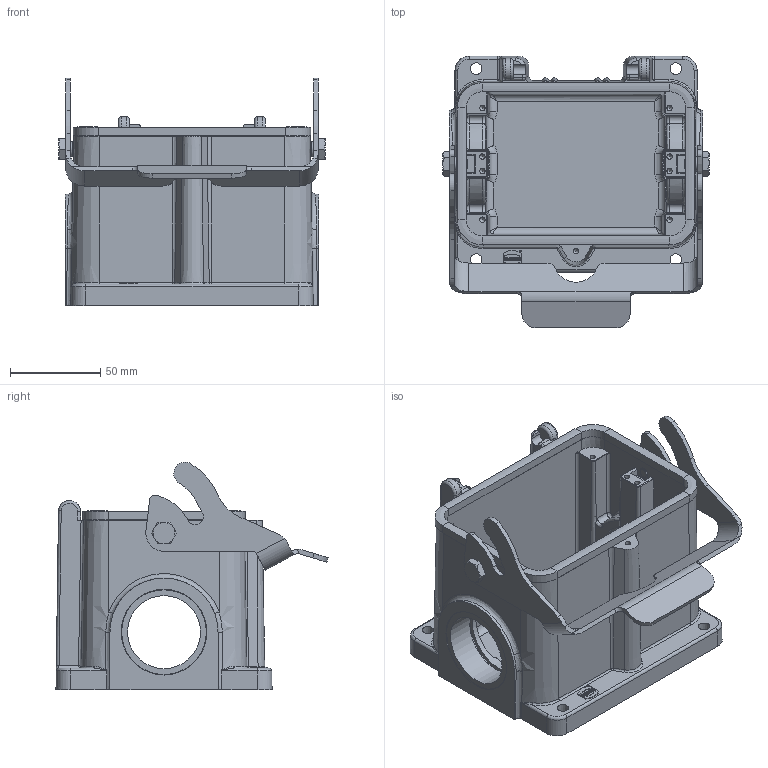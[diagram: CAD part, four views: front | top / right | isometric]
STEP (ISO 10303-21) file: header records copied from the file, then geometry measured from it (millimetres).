
FILE_DESCRIPTION((''),'2;1');
FILE_NAME('05300480266.stp','2020-07-17T10:27:34',('e.eickhoff'),(''),'Autodesk Inventor 2012','Autodesk Inventor 2012','');
FILE_SCHEMA(('AUTOMOTIVE_DESIGN { 1 0 10303 214 1 1 1 1 }'));
Length unit declared in the file: millimetre
Products named in the file (3): 05300480266; M40-PG36 Adapter
Assembly tree (3 placements, depth 2):
  05300480266
    05300480266
    M40-PG36 Adapter  x2
Bounding box: 148 x 151.08 x 126.36 mm (x, y, z)
Volume: 32760.5 mm3; surface area: 150806.8 mm2
Topology: 3 solids, 4 shells, 688 faces, 2482 edges, 2527 vertices
Faces by surface type: plane 282, cylinder 195, bspline 94, cone 82, torus 33, sphere 2
Full cylindrical faces by diameter (mm): 3 x9, 4.8 x2, 6 x2, 8 x2, 8.1 x2, 40.5 x2, 41.6 x2, 45.6 x1, 47 x1, 47.5 x2
Entity records: 40820 total; most frequent: CARTESIAN_POINT 19946, DIRECTION 3842, ORIENTED_EDGE 3332, EDGE_CURVE 1668, AXIS2_PLACEMENT_3D 1416, VERTEX_POINT 1061, VECTOR 1010, LINE 1010
